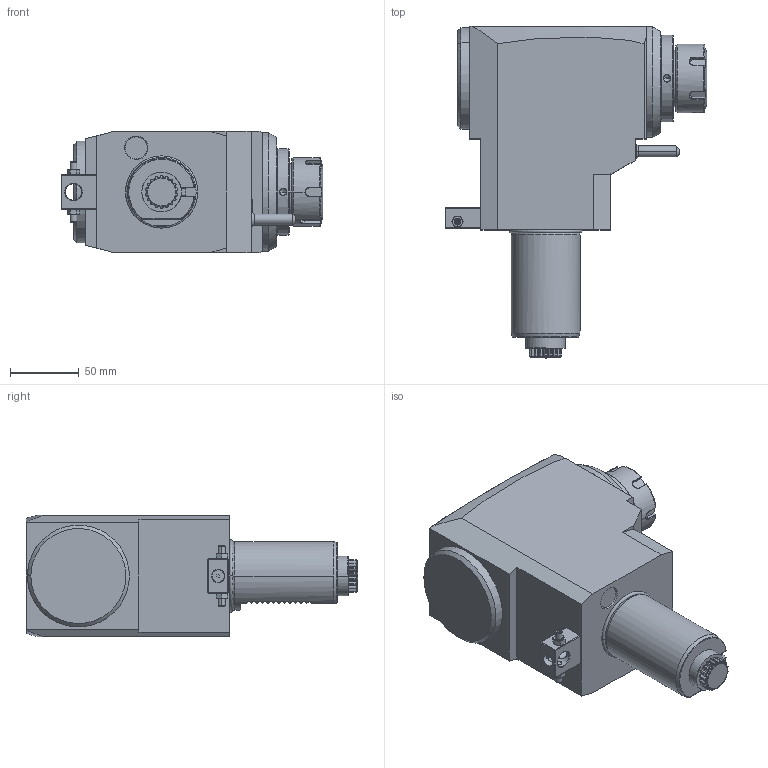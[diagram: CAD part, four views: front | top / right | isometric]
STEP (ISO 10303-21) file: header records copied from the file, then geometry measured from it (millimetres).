
FILE_DESCRIPTION((''),'2;1');
FILE_NAME('NGT1_50_231_32_1_1_110','2023-04-10T',('vali'),('NOVA GRUP'),'PRO/ENGINEER BY PARAMETRIC TECHNOLOGY CORPORATION, 2010280','PRO/ENGINEER BY PARAMETRIC TECHNOLOGY CORPORATION, 2010280','');
FILE_SCHEMA(('CONFIG_CONTROL_DESIGN'));
Length unit declared in the file: millimetre
Products named in the file (1): NGT1_50_231_32_1_1_110
Bounding box: 190.1 x 241 x 88 mm (x, y, z)
Volume: 1811419.7 mm3; surface area: 111922.3 mm2
Topology: 1 solids, 1 shells, 498 faces, 1327 edges, 833 vertices
Faces by surface type: plane 190, cylinder 157, cone 91, bspline 44, torus 12, extrusion 2, sphere 2
Entity records: 22160 total; most frequent: CARTESIAN_POINT 10640, ORIENTED_EDGE 2614, DIRECTION 2050, EDGE_CURVE 1307, VERTEX_POINT 833, AXIS2_PLACEMENT_3D 737, VECTOR 576, LINE 574
